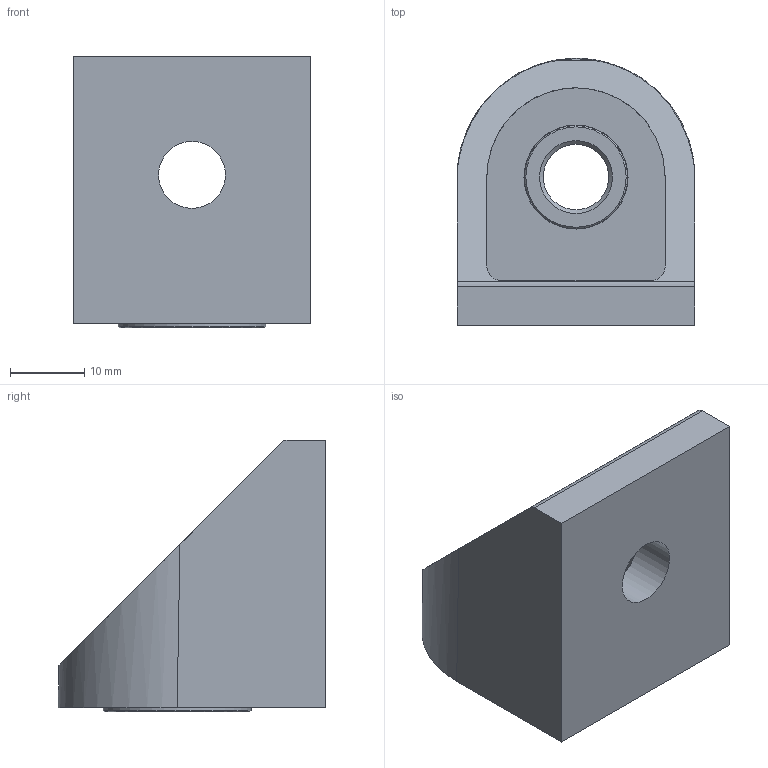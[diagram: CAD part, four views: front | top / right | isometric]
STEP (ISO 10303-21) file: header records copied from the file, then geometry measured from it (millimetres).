
FILE_DESCRIPTION(/* description */ ('Alibre Inc.'),/* implementation_level */ '2;1');
FILE_NAME(/* name */ 'export-D34317EF-E845-449F-971E-310D4CF0D529',/* time_stamp */ '2019-09-28T14:36:38+02:00',/* author */ (''),/* organization */ (''),/* preprocessor_version */ 'ST-DEVELOPER v17',/* originating_system */ 'Alibre',/* authorisation */ '');
FILE_SCHEMA (('AUTOMOTIVE_DESIGN'));
Length unit declared in the file: millimetre
Bounding box: 32 x 36 x 36.6 mm (x, y, z)
Volume: 15050.8 mm3; surface area: 7795.3 mm2
Topology: 2 solids, 2 shells, 33 faces, 79 edges, 53 vertices
Faces by surface type: plane 15, cylinder 13, cone 5
Full cylindrical faces by diameter (mm): 8.8 x1, 9 x1, 13.9 x1, 14 x1, 19.9 x1, 20 x1
Entity records: 1087 total; most frequent: CARTESIAN_POINT 193, DIRECTION 161, ORIENTED_EDGE 158, EDGE_CURVE 79, AXIS2_PLACEMENT_3D 68, VERTEX_POINT 53, EDGE_LOOP 42, FACE_BOUND 42
